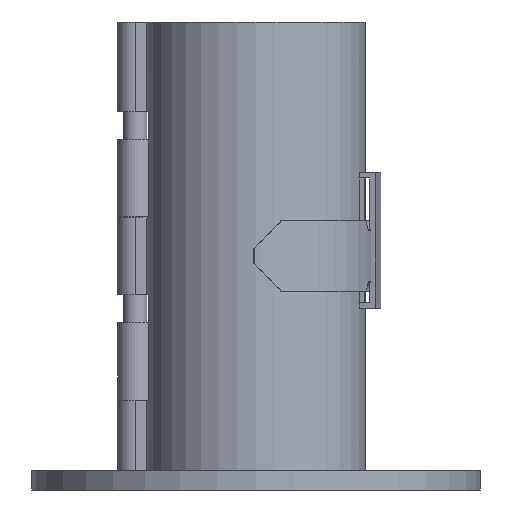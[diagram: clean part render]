
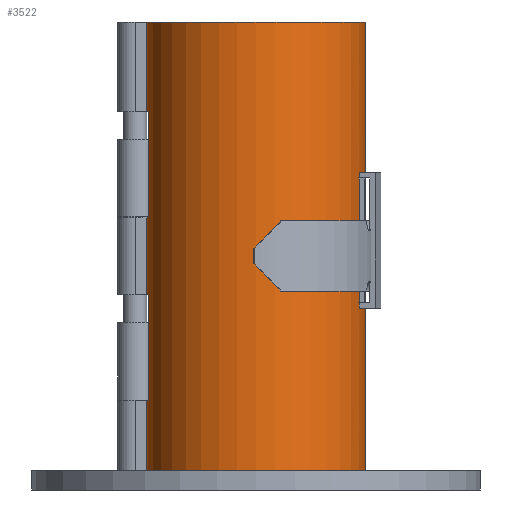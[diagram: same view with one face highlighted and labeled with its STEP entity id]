
A CAD part, left-side view. The second image highlights one B-rep face of the part: STEP entity #3522.
In plain terms, the highlighted cylindrical face has radius 14 mm (diameter 28 mm), a partial arc.
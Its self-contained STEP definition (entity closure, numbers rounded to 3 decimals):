
#2702=CARTESIAN_POINT('',(-4.6,-13.223,24.));
#2703=VERTEX_POINT('',#2702);
#2726=CARTESIAN_POINT('',(-1.176,-13.951,24.));
#2727=VERTEX_POINT('',#2726);
#2756=CARTESIAN_POINT('',(-4.6,-13.223,40.));
#2757=VERTEX_POINT('',#2756);
#2764=CARTESIAN_POINT('',(-4.6,-13.223,24.));
#2765=DIRECTION('',(0.0,0.0,1.0));
#2766=VECTOR('',#2765,16.0);
#2767=LINE('',#2764,#2766);
#2768=EDGE_CURVE('',#2703,#2757,#2767,.T.);
#2788=CARTESIAN_POINT('',(-1.176,-13.951,40.));
#2789=VERTEX_POINT('',#2788);
#2790=CARTESIAN_POINT('',(-1.176,-13.951,40.));
#2791=DIRECTION('',(0.0,0.0,-1.0));
#2792=VECTOR('',#2791,16.0);
#2793=LINE('',#2790,#2792);
#2794=EDGE_CURVE('',#2789,#2727,#2793,.T.);
#2874=CARTESIAN_POINT('',(-1.176,-13.951,40.7));
#2875=VERTEX_POINT('',#2874);
#2876=CARTESIAN_POINT('',(-1.176,-13.951,40.7));
#2877=DIRECTION('',(0.0,0.0,-1.0));
#2878=VECTOR('',#2877,0.7);
#2879=LINE('',#2876,#2878);
#2880=EDGE_CURVE('',#2875,#2789,#2879,.T.);
#2898=CARTESIAN_POINT('',(-1.176,-13.951,23.3));
#2899=VERTEX_POINT('',#2898);
#2906=CARTESIAN_POINT('',(-1.176,-13.951,24.));
#2907=DIRECTION('',(0.0,0.0,-1.0));
#2908=VECTOR('',#2907,0.7);
#2909=LINE('',#2906,#2908);
#2910=EDGE_CURVE('',#2727,#2899,#2909,.T.);
#2923=CARTESIAN_POINT('',(-4.6,-13.223,23.3));
#2924=VERTEX_POINT('',#2923);
#2925=CARTESIAN_POINT('',(-4.6,-13.223,23.3));
#2926=DIRECTION('',(0.0,0.0,1.0));
#2927=VECTOR('',#2926,0.7);
#2928=LINE('',#2925,#2927);
#2929=EDGE_CURVE('',#2924,#2703,#2928,.T.);
#2947=CARTESIAN_POINT('',(-4.6,-13.223,40.7));
#2948=VERTEX_POINT('',#2947);
#2955=CARTESIAN_POINT('',(-4.6,-13.223,40.));
#2956=DIRECTION('',(0.0,0.0,1.0));
#2957=VECTOR('',#2956,0.7);
#2958=LINE('',#2955,#2957);
#2959=EDGE_CURVE('',#2757,#2948,#2958,.T.);
#2969=CARTESIAN_POINT('',(0.,0.,23.3));
#2970=DIRECTION('',(0.0,0.0,-1.0));
#2971=DIRECTION('',(0.0,1.0,0.0));
#2972=AXIS2_PLACEMENT_3D('',#2969,#2970,#2971);
#2973=CIRCLE('',#2972,14.0);
#2974=EDGE_CURVE('',#2899,#2924,#2973,.T.);
#2992=CARTESIAN_POINT('',(0.,0.,40.7));
#2993=DIRECTION('',(0.0,0.0,1.0));
#2994=DIRECTION('',(0.0,1.0,0.0));
#2995=AXIS2_PLACEMENT_3D('',#2992,#2993,#2994);
#2996=CIRCLE('',#2995,14.0);
#2997=EDGE_CURVE('',#2948,#2875,#2996,.T.);
#3027=CARTESIAN_POINT('',(0.,14.,35.));
#3028=VERTEX_POINT('',#3027);
#3046=CARTESIAN_POINT('',(0.,14.,25.));
#3047=VERTEX_POINT('',#3046);
#3055=CARTESIAN_POINT('',(0.,14.,35.));
#3056=DIRECTION('',(0.0,0.0,-1.0));
#3057=VECTOR('',#3056,10.);
#3058=LINE('',#3055,#3057);
#3059=EDGE_CURVE('',#3028,#3047,#3058,.T.);
#3103=CARTESIAN_POINT('',(-2.2,13.826,35.));
#3104=VERTEX_POINT('',#3103);
#3105=CARTESIAN_POINT('',(0.,0.,35.));
#3106=DIRECTION('',(0.0,0.0,-1.0));
#3107=DIRECTION('',(0.0,1.0,0.0));
#3108=AXIS2_PLACEMENT_3D('',#3105,#3106,#3107);
#3109=CIRCLE('',#3108,14.0);
#3110=EDGE_CURVE('',#3104,#3028,#3109,.T.);
#3274=CARTESIAN_POINT('',(-2.2,13.826,25.));
#3275=VERTEX_POINT('',#3274);
#3282=CARTESIAN_POINT('',(0.,0.,25.));
#3283=DIRECTION('',(0.0,0.0,1.0));
#3284=DIRECTION('',(0.0,1.0,0.0));
#3285=AXIS2_PLACEMENT_3D('',#3282,#3283,#3284);
#3286=CIRCLE('',#3285,14.0);
#3287=EDGE_CURVE('',#3047,#3275,#3286,.T.);
#3331=CARTESIAN_POINT('',(0.,14.,11.5));
#3332=VERTEX_POINT('',#3331);
#3340=CARTESIAN_POINT('',(-2.2,13.826,11.5));
#3341=VERTEX_POINT('',#3340);
#3342=CARTESIAN_POINT('',(0.,0.,11.5));
#3343=DIRECTION('',(0.0,0.0,-1.0));
#3344=DIRECTION('',(0.0,1.0,0.0));
#3345=AXIS2_PLACEMENT_3D('',#3342,#3343,#3344);
#3346=CIRCLE('',#3345,14.0);
#3347=EDGE_CURVE('',#3341,#3332,#3346,.T.);
#3365=CARTESIAN_POINT('',(-2.2,13.826,25.));
#3366=DIRECTION('',(0.0,0.0,-1.0));
#3367=VECTOR('',#3366,13.5);
#3368=LINE('',#3365,#3367);
#3369=EDGE_CURVE('',#3275,#3341,#3368,.T.);
#3381=CARTESIAN_POINT('',(-2.2,13.826,48.5));
#3382=VERTEX_POINT('',#3381);
#3389=CARTESIAN_POINT('',(0.,14.,48.5));
#3390=VERTEX_POINT('',#3389);
#3391=CARTESIAN_POINT('',(0.,0.,48.5));
#3392=DIRECTION('',(0.0,0.0,1.0));
#3393=DIRECTION('',(0.0,1.0,0.0));
#3394=AXIS2_PLACEMENT_3D('',#3391,#3392,#3393);
#3395=CIRCLE('',#3394,14.0);
#3396=EDGE_CURVE('',#3390,#3382,#3395,.T.);
#3448=CARTESIAN_POINT('',(-2.2,13.826,48.5));
#3449=DIRECTION('',(0.0,0.0,-1.0));
#3450=VECTOR('',#3449,13.5);
#3451=LINE('',#3448,#3450);
#3452=EDGE_CURVE('',#3382,#3104,#3451,.T.);
#3458=CARTESIAN_POINT('',(0.,0.,30.));
#3459=DIRECTION('',(0.,0.,1.0));
#3460=DIRECTION('',(0.0,1.0,0.0));
#3461=AXIS2_PLACEMENT_3D('',#3458,#3459,#3460);
#3462=CYLINDRICAL_SURFACE('',#3461,14.0);
#3463=ORIENTED_EDGE('',*,*,#3287,.T.);
#3464=ORIENTED_EDGE('',*,*,#3369,.T.);
#3465=ORIENTED_EDGE('',*,*,#3347,.T.);
#3466=CARTESIAN_POINT('',(0.,14.,0.));
#3467=VERTEX_POINT('',#3466);
#3468=CARTESIAN_POINT('',(0.,14.,11.5));
#3469=DIRECTION('',(0.0,0.0,-1.0));
#3470=VECTOR('',#3469,11.5);
#3471=LINE('',#3468,#3470);
#3472=EDGE_CURVE('',#3332,#3467,#3471,.T.);
#3473=ORIENTED_EDGE('',*,*,#3472,.T.);
#3474=CARTESIAN_POINT('',(0.,-14.,0.));
#3475=VERTEX_POINT('',#3474);
#3476=CARTESIAN_POINT('',(0.,0.,0.));
#3477=DIRECTION('',(0.0,0.0,-1.0));
#3478=DIRECTION('',(0.0,-1.0,0.0));
#3479=AXIS2_PLACEMENT_3D('',#3476,#3477,#3478);
#3480=CIRCLE('',#3479,14.0);
#3481=EDGE_CURVE('',#3475,#3467,#3480,.T.);
#3482=ORIENTED_EDGE('',*,*,#3481,.F.);
#3483=CARTESIAN_POINT('',(0.,-14.,60.));
#3484=VERTEX_POINT('',#3483);
#3485=CARTESIAN_POINT('',(0.,-14.,60.));
#3486=DIRECTION('',(0.0,0.0,-1.0));
#3487=VECTOR('',#3486,60.0);
#3488=LINE('',#3485,#3487);
#3489=EDGE_CURVE('',#3484,#3475,#3488,.T.);
#3490=ORIENTED_EDGE('',*,*,#3489,.F.);
#3491=CARTESIAN_POINT('',(0.,14.,60.));
#3492=VERTEX_POINT('',#3491);
#3493=CARTESIAN_POINT('',(0.,0.,60.));
#3494=DIRECTION('',(0.0,0.0,1.0));
#3495=DIRECTION('',(0.0,1.0,0.0));
#3496=AXIS2_PLACEMENT_3D('',#3493,#3494,#3495);
#3497=CIRCLE('',#3496,14.);
#3498=EDGE_CURVE('',#3492,#3484,#3497,.T.);
#3499=ORIENTED_EDGE('',*,*,#3498,.F.);
#3500=CARTESIAN_POINT('',(0.,14.,60.));
#3501=DIRECTION('',(0.0,0.0,-1.0));
#3502=VECTOR('',#3501,11.5);
#3503=LINE('',#3500,#3502);
#3504=EDGE_CURVE('',#3492,#3390,#3503,.T.);
#3505=ORIENTED_EDGE('',*,*,#3504,.T.);
#3506=ORIENTED_EDGE('',*,*,#3396,.T.);
#3507=ORIENTED_EDGE('',*,*,#3452,.T.);
#3508=ORIENTED_EDGE('',*,*,#3110,.T.);
#3509=ORIENTED_EDGE('',*,*,#3059,.T.);
#3510=EDGE_LOOP('',(#3463,#3464,#3465,#3473,#3482,#3490,#3499,#3505,#3506,#3507,#3508,#3509));
#3511=FACE_OUTER_BOUND('',#3510,.T.);
#3512=ORIENTED_EDGE('',*,*,#2880,.T.);
#3513=ORIENTED_EDGE('',*,*,#2794,.T.);
#3514=ORIENTED_EDGE('',*,*,#2910,.T.);
#3515=ORIENTED_EDGE('',*,*,#2974,.T.);
#3516=ORIENTED_EDGE('',*,*,#2929,.T.);
#3517=ORIENTED_EDGE('',*,*,#2768,.T.);
#3518=ORIENTED_EDGE('',*,*,#2959,.T.);
#3519=ORIENTED_EDGE('',*,*,#2997,.T.);
#3520=EDGE_LOOP('',(#3512,#3513,#3514,#3515,#3516,#3517,#3518,#3519));
#3521=FACE_BOUND('',#3520,.T.);
#3522=ADVANCED_FACE('',(#3511,#3521),#3462,.T.);
